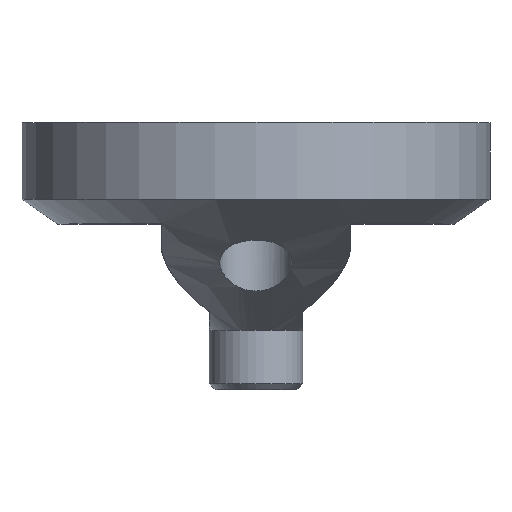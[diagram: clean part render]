
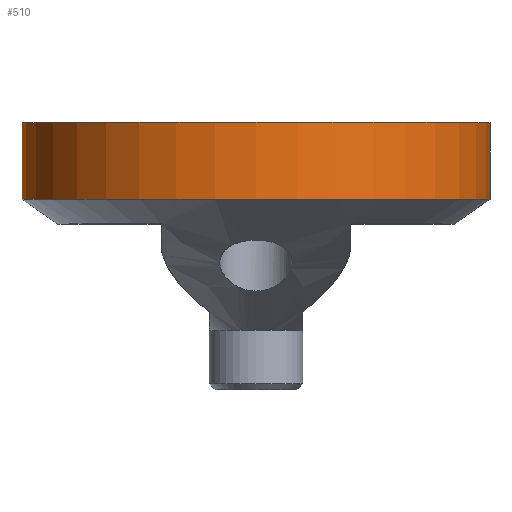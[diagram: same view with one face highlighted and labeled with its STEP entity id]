
A CAD part, top view. The second image highlights one B-rep face of the part: STEP entity #510.
In plain terms, the highlighted cylindrical face has radius 20 mm (diameter 40 mm), a full revolution.
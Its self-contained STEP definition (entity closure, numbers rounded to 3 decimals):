
#45=CYLINDRICAL_SURFACE('',#575,20.);
#85=FACE_OUTER_BOUND('',#113,.T.);
#113=EDGE_LOOP('',(#461,#462,#463,#464));
#150=LINE('',#999,#181);
#181=VECTOR('',#712,20.);
#192=CIRCLE('',#546,20.);
#207=CIRCLE('',#576,20.);
#228=VERTEX_POINT('',#801);
#255=VERTEX_POINT('',#997);
#284=EDGE_CURVE('',#228,#228,#192,.T.);
#329=EDGE_CURVE('',#255,#255,#207,.T.);
#330=EDGE_CURVE('',#255,#228,#150,.T.);
#461=ORIENTED_EDGE('',*,*,#329,.F.);
#462=ORIENTED_EDGE('',*,*,#330,.T.);
#463=ORIENTED_EDGE('',*,*,#284,.T.);
#464=ORIENTED_EDGE('',*,*,#330,.F.);
#510=ADVANCED_FACE('',(#85),#45,.T.);
#546=AXIS2_PLACEMENT_3D('',#802,#632,#633);
#575=AXIS2_PLACEMENT_3D('',#996,#708,#709);
#576=AXIS2_PLACEMENT_3D('',#998,#710,#711);
#632=DIRECTION('center_axis',(0.,1.,0.));
#633=DIRECTION('ref_axis',(1.,0.,0.));
#708=DIRECTION('center_axis',(0.,1.,0.));
#709=DIRECTION('ref_axis',(0.,0.,1.));
#710=DIRECTION('center_axis',(0.,1.,0.));
#711=DIRECTION('ref_axis',(1.,0.,0.));
#712=DIRECTION('',(0.,-1.,0.));
#801=CARTESIAN_POINT('',(0.,16.252,-20.));
#802=CARTESIAN_POINT('Origin',(0.,16.252,0.));
#996=CARTESIAN_POINT('Origin',(0.,19.532,0.));
#997=CARTESIAN_POINT('',(0.,22.813,-20.));
#998=CARTESIAN_POINT('Origin',(0.,22.813,0.));
#999=CARTESIAN_POINT('',(0.,19.532,-20.));
